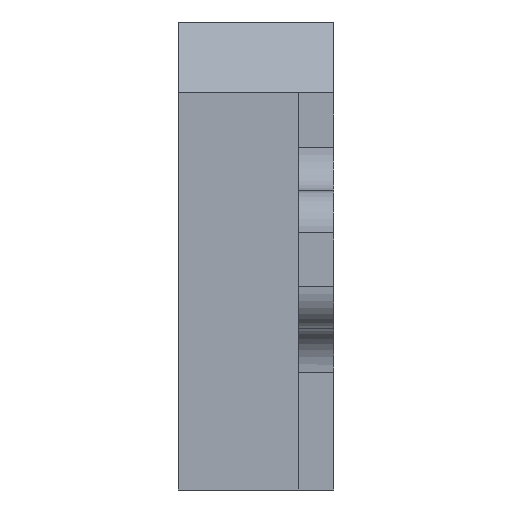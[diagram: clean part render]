
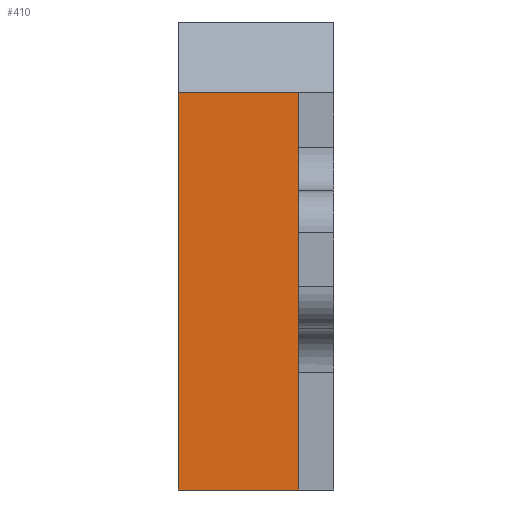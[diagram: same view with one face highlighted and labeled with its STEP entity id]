
A CAD part, left-side view. The second image highlights one B-rep face of the part: STEP entity #410.
In plain terms, the highlighted planar face has unit normal (-1, 0, 0).
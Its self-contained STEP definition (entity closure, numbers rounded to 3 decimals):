
#17 = EDGE_LOOP ( 'NONE', ( #576, #94, #1090, #950, #1320 ) ) ;
#52 = CARTESIAN_POINT ( 'NONE',  ( -12.751, 8.92, -4.066 ) ) ;
#93 = VERTEX_POINT ( 'NONE', #827 ) ;
#94 = ORIENTED_EDGE ( 'NONE', *, *, #340, .T. ) ;
#129 = PLANE ( 'NONE',  #1347 ) ;
#133 = DIRECTION ( 'NONE',  ( 0., 0., 1. ) ) ;
#160 = EDGE_CURVE ( 'NONE', #757, #867, #613, .T. ) ;
#164 = VECTOR ( 'NONE', #745, 1000. ) ;
#172 = EDGE_CURVE ( 'NONE', #1261, #93, #1369, .T. ) ;
#218 = VECTOR ( 'NONE', #756, 1000. ) ;
#269 = CARTESIAN_POINT ( 'NONE',  ( -12.75, 8.92, -26.816 ) ) ;
#271 = CARTESIAN_POINT ( 'NONE',  ( -12.75, 2.01, -20.04 ) ) ;
#301 = CARTESIAN_POINT ( 'NONE',  ( -12.75, 8.92, -26.816 ) ) ;
#340 = EDGE_CURVE ( 'NONE', #1266, #93, #998, .T. ) ;
#410 = ADVANCED_FACE ( 'NONE', ( #427 ), #129, .F. ) ;
#427 = FACE_OUTER_BOUND ( 'NONE', #17, .T. ) ;
#521 = DIRECTION ( 'NONE',  ( 0., -1., 0. ) ) ;
#532 = EDGE_CURVE ( 'NONE', #867, #1266, #1229, .T. ) ;
#572 = CARTESIAN_POINT ( 'NONE',  ( -12.75, 2.01, -26.816 ) ) ;
#576 = ORIENTED_EDGE ( 'NONE', *, *, #532, .T. ) ;
#613 = LINE ( 'NONE', #269, #218 ) ;
#708 = VECTOR ( 'NONE', #893, 1000. ) ;
#745 = DIRECTION ( 'NONE',  ( 0., 0., 1. ) ) ;
#756 = DIRECTION ( 'NONE',  ( 0., -1., 0. ) ) ;
#757 = VERTEX_POINT ( 'NONE', #819 ) ;
#761 = DIRECTION ( 'NONE',  ( 0., 0., -1. ) ) ;
#819 = CARTESIAN_POINT ( 'NONE',  ( -12.75, 8.92, -26.816 ) ) ;
#827 = CARTESIAN_POINT ( 'NONE',  ( -12.751, 2.01, -4.066 ) ) ;
#853 = LINE ( 'NONE', #301, #164 ) ;
#867 = VERTEX_POINT ( 'NONE', #1036 ) ;
#872 = DIRECTION ( 'NONE',  ( 1., 0., 0. ) ) ;
#893 = DIRECTION ( 'NONE',  ( 0., 0., 1. ) ) ;
#950 = ORIENTED_EDGE ( 'NONE', *, *, #1280, .F. ) ;
#982 = VECTOR ( 'NONE', #133, 1000. ) ;
#998 = LINE ( 'NONE', #1201, #708 ) ;
#1016 = CARTESIAN_POINT ( 'NONE',  ( -12.75, 8.92, -26.816 ) ) ;
#1032 = VECTOR ( 'NONE', #521, 1000. ) ;
#1036 = CARTESIAN_POINT ( 'NONE',  ( -12.75, 2.01, -26.816 ) ) ;
#1046 = CARTESIAN_POINT ( 'NONE',  ( -12.751, 8.92, -4.066 ) ) ;
#1090 = ORIENTED_EDGE ( 'NONE', *, *, #172, .F. ) ;
#1201 = CARTESIAN_POINT ( 'NONE',  ( -12.75, 2.01, -26.816 ) ) ;
#1229 = LINE ( 'NONE', #572, #982 ) ;
#1261 = VERTEX_POINT ( 'NONE', #52 ) ;
#1266 = VERTEX_POINT ( 'NONE', #271 ) ;
#1280 = EDGE_CURVE ( 'NONE', #757, #1261, #853, .T. ) ;
#1320 = ORIENTED_EDGE ( 'NONE', *, *, #160, .T. ) ;
#1347 = AXIS2_PLACEMENT_3D ( 'NONE', #1016, #872, #761 ) ;
#1369 = LINE ( 'NONE', #1046, #1032 ) ;
